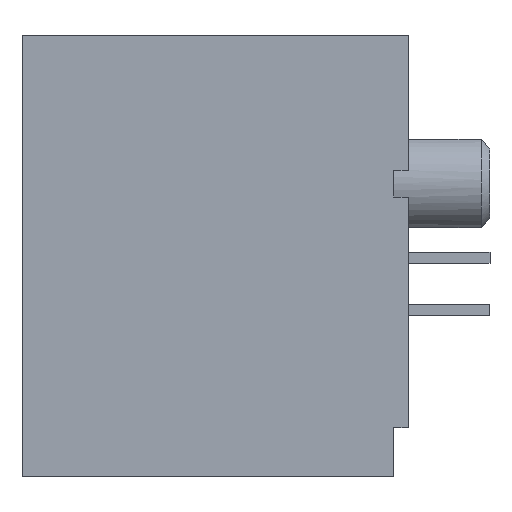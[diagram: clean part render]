
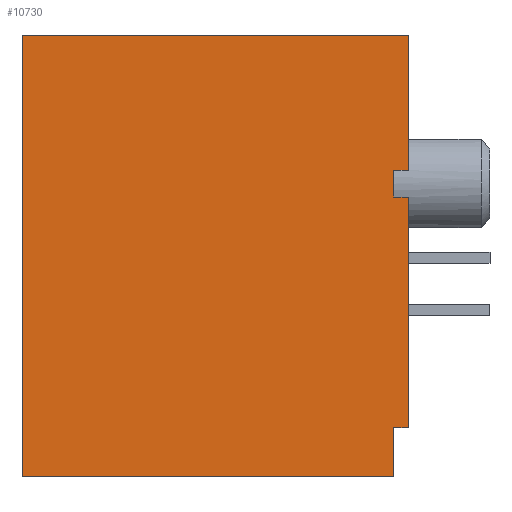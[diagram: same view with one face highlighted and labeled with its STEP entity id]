
A CAD part, left-side view. The second image highlights one B-rep face of the part: STEP entity #10730.
In plain terms, the highlighted planar face has unit normal (-1, 0, 0).
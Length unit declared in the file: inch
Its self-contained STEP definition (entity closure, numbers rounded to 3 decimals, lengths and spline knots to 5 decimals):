
#31=DIRECTION('',(0.,0.,1.));
#32=VECTOR('',#31,0.31055);
#33=CARTESIAN_POINT('',(-0.31004,0.,-0.23115));
#34=LINE('',#33,#32);
#3225=DIRECTION('',(0.,-1.,0.));
#3226=VECTOR('',#3225,0.50039);
#3227=CARTESIAN_POINT('',(-0.31004,0.52008,
-0.29744));
#3228=LINE('',#3227,#3226);
#3261=DIRECTION('',(0.,-1.,0.));
#3262=VECTOR('',#3261,0.01969);
#3263=CARTESIAN_POINT('',(-0.31004,0.01969,
-0.23115));
#3264=LINE('',#3263,#3262);
#3265=DIRECTION('',(0.,0.,1.));
#3266=VECTOR('',#3265,0.06629);
#3267=CARTESIAN_POINT('',(-0.31004,0.01969,
-0.29744));
#3268=LINE('',#3267,#3266);
#3269=DIRECTION('',(0.,0.,1.));
#3270=VECTOR('',#3269,0.59488);
#3271=CARTESIAN_POINT('',(-0.31004,0.52008,
-0.29744));
#3272=LINE('',#3271,#3270);
#3273=DIRECTION('',(0.,-1.,0.));
#3274=VECTOR('',#3273,0.52008);
#3275=CARTESIAN_POINT('',(-0.31004,0.52008,
0.29744));
#3276=LINE('',#3275,#3274);
#3277=DIRECTION('',(0.,0.,-1.));
#3278=VECTOR('',#3277,0.18196);
#3279=CARTESIAN_POINT('',(-0.31004,0.,0.29744));
#3280=LINE('',#3279,#3278);
#3281=DIRECTION('',(0.,-1.,0.));
#3282=VECTOR('',#3281,0.01969);
#3283=CARTESIAN_POINT('',(-0.31004,0.01969,
0.11548));
#3284=LINE('',#3283,#3282);
#3285=DIRECTION('',(0.,0.,1.));
#3286=VECTOR('',#3285,0.03608);
#3287=CARTESIAN_POINT('',(-0.31004,0.01969,
0.0794));
#3288=LINE('',#3287,#3286);
#3289=DIRECTION('',(0.,-1.,0.));
#3290=VECTOR('',#3289,0.01969);
#3291=CARTESIAN_POINT('',(-0.31004,0.01969,
0.0794));
#3292=LINE('',#3291,#3290);
#5017=CARTESIAN_POINT('',(-0.31004,0.52008,
-0.29744));
#5018=CARTESIAN_POINT('',(-0.31004,0.52008,
0.29744));
#5019=VERTEX_POINT('',#5017);
#5020=VERTEX_POINT('',#5018);
#5021=CARTESIAN_POINT('',(-0.31004,0.,0.29744));
#5022=VERTEX_POINT('',#5021);
#5162=CARTESIAN_POINT('',(-0.31004,0.,0.11548));
#5164=VERTEX_POINT('',#5162);
#5165=CARTESIAN_POINT('',(-0.31004,0.,0.0794));
#5167=VERTEX_POINT('',#5165);
#5665=CARTESIAN_POINT('',(-0.31004,0.01969,
0.0794));
#5666=CARTESIAN_POINT('',(-0.31004,0.01969,
0.11548));
#5667=VERTEX_POINT('',#5665);
#5668=VERTEX_POINT('',#5666);
#5673=CARTESIAN_POINT('',(-0.31004,0.01969,
-0.29744));
#5674=CARTESIAN_POINT('',(-0.31004,0.01969,
-0.23115));
#5675=VERTEX_POINT('',#5673);
#5676=VERTEX_POINT('',#5674);
#5677=CARTESIAN_POINT('',(-0.31004,0.,-0.23115));
#5678=VERTEX_POINT('',#5677);
#10710=CARTESIAN_POINT('',(-0.31004,0.,0.));
#10711=DIRECTION('',(1.,0.,0.));
#10712=DIRECTION('',(0.,0.,-1.));
#10713=AXIS2_PLACEMENT_3D('',#10710,#10711,#10712);
#10714=PLANE('',#10713);
#10715=ORIENTED_EDGE('',*,*,#6698,.F.);
#10717=ORIENTED_EDGE('',*,*,#10716,.F.);
#10718=ORIENTED_EDGE('',*,*,#10703,.F.);
#10719=ORIENTED_EDGE('',*,*,#10645,.F.);
#10721=ORIENTED_EDGE('',*,*,#10720,.T.);
#10722=ORIENTED_EDGE('',*,*,#7238,.T.);
#10723=ORIENTED_EDGE('',*,*,#6680,.T.);
#10724=ORIENTED_EDGE('',*,*,#7185,.F.);
#10726=ORIENTED_EDGE('',*,*,#10725,.F.);
#10727=ORIENTED_EDGE('',*,*,#7181,.T.);
#10728=EDGE_LOOP('',(#10715,#10717,#10718,#10719,#10721,#10722,#10723,#10724,
#10726,#10727));
#10729=FACE_OUTER_BOUND('',#10728,.F.);
#10730=ADVANCED_FACE('',(#10729),#10714,.F.);
#6680=EDGE_CURVE('',#5022,#5164,#3280,.T.);
#6698=EDGE_CURVE('',#5678,#5167,#34,.T.);
#7181=EDGE_CURVE('',#5667,#5167,#3292,.T.);
#7185=EDGE_CURVE('',#5668,#5164,#3284,.T.);
#7238=EDGE_CURVE('',#5020,#5022,#3276,.T.);
#10645=EDGE_CURVE('',#5019,#5675,#3228,.T.);
#10703=EDGE_CURVE('',#5675,#5676,#3268,.T.);
#10716=EDGE_CURVE('',#5676,#5678,#3264,.T.);
#10720=EDGE_CURVE('',#5019,#5020,#3272,.T.);
#10725=EDGE_CURVE('',#5667,#5668,#3288,.T.);
